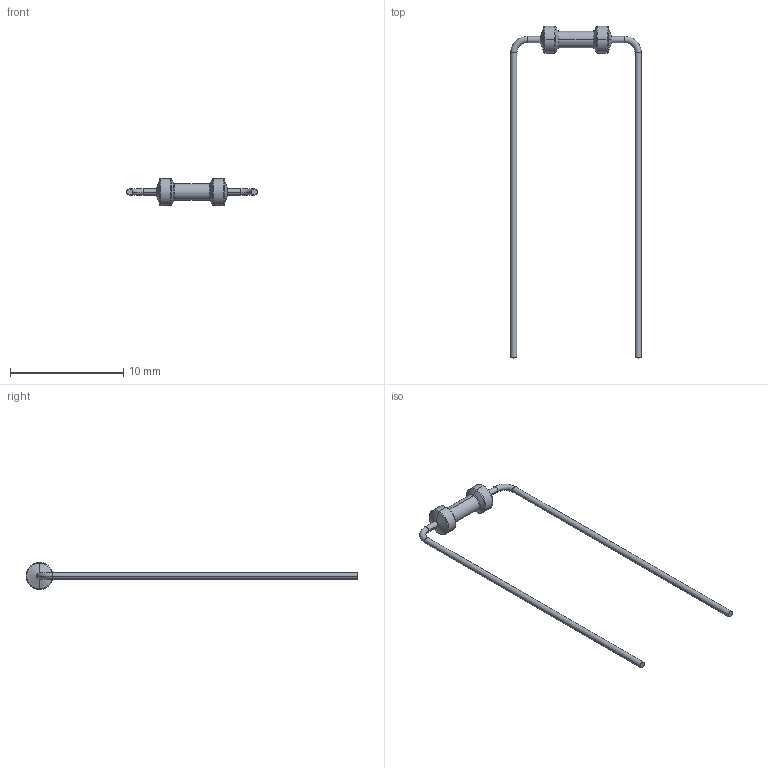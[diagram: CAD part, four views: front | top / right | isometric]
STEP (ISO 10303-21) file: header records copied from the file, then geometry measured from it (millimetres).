
FILE_DESCRIPTION (( 'STEP AP214' ), '1' );
FILE_NAME ('6.32.4280.5511.STEP', '2024-11-25T02:46:34', ( 'LENOVO' ), ( '' ), 'SwSTEP 2.0', 'SolidWorks 2021', '' );
FILE_SCHEMA (( 'AUTOMOTIVE_DESIGN' ));
Length unit declared in the file: millimetre
Products named in the file (1): 6.32.4280.5511
Bounding box: 11.55 x 29.35 x 2.4 mm (x, y, z)
Volume: 31.3 mm3; surface area: 149.4 mm2
Topology: 3 solids, 3 shells, 44 faces, 82 edges, 44 vertices
Faces by surface type: torus 16, cylinder 14, cone 8, plane 6
Entity records: 1142 total; most frequent: DIRECTION 232, CARTESIAN_POINT 171, ORIENTED_EDGE 164, AXIS2_PLACEMENT_3D 105, EDGE_CURVE 82, CIRCLE 60, FACE_OUTER_BOUND 44, ADVANCED_FACE 44
